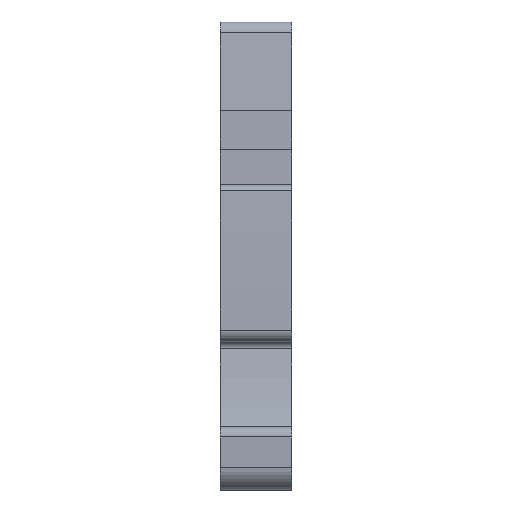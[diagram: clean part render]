
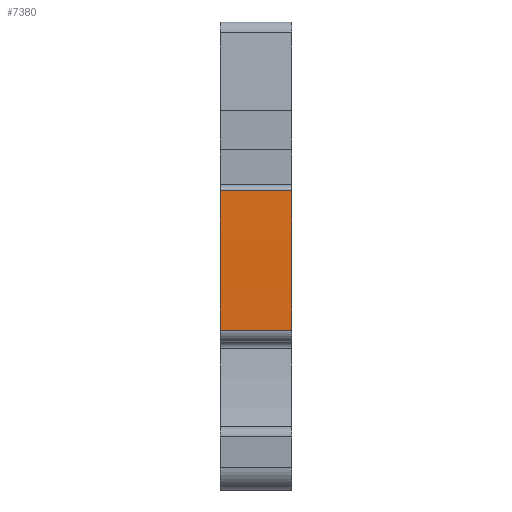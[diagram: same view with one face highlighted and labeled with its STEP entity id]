
A CAD part, front view. The second image highlights one B-rep face of the part: STEP entity #7380.
In plain terms, the highlighted cylindrical face has radius 198.503 mm (diameter 397.006 mm), a partial arc.
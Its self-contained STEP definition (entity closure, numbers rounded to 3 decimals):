
#5998=AXIS2_PLACEMENT_3D('Circle Axis2P3D',#5996,#5997,$) ;
#7360=AXIS2_PLACEMENT_3D('Cylinder Axis2P3D',#7357,#7358,#7359) ;
#7371=AXIS2_PLACEMENT_3D('Circle Axis2P3D',#7369,#7370,$) ;
#5993=CARTESIAN_POINT('Vertex',(0.,1.539,13.45)) ;
#5996=CARTESIAN_POINT('Axis2P3D Location',(0.,200.009,17.05)) ;
#6000=CARTESIAN_POINT('Vertex',(0.,1.674,25.2)) ;
#7338=CARTESIAN_POINT('Line Origine',(3.025,1.674,25.2)) ;
#7342=CARTESIAN_POINT('Vertex',(6.05,1.674,25.2)) ;
#7357=CARTESIAN_POINT('Axis2P3D Location',(3.,200.009,17.05)) ;
#7362=CARTESIAN_POINT('Line Origine',(3.,1.539,13.45)) ;
#7366=CARTESIAN_POINT('Vertex',(6.05,1.539,13.45)) ;
#7369=CARTESIAN_POINT('Axis2P3D Location',(6.05,200.009,17.05)) ;
#5997=DIRECTION('Axis2P3D Direction',(-1.,0.,0.)) ;
#7339=DIRECTION('Vector Direction',(-1.,0.,0.)) ;
#7358=DIRECTION('Axis2P3D Direction',(1.,0.,0.)) ;
#7359=DIRECTION('Axis2P3D XDirection',(0.,-0.994,0.108)) ;
#7363=DIRECTION('Vector Direction',(1.,0.,0.)) ;
#7370=DIRECTION('Axis2P3D Direction',(1.,0.,0.)) ;
#7340=VECTOR('Line Direction',#7339,1.) ;
#7364=VECTOR('Line Direction',#7363,1.) ;
#7375=ORIENTED_EDGE('',*,*,#7368,.T.) ;
#7376=ORIENTED_EDGE('',*,*,#7373,.F.) ;
#7377=ORIENTED_EDGE('',*,*,#7344,.T.) ;
#7378=ORIENTED_EDGE('',*,*,#6002,.F.) ;
#7380=ADVANCED_FACE('63469_MLD_APGTB_1-5_FT_2C-1.1\\66437_MLD_APGTB_4_FT_2C-1',(#7379),#7361,.T.) ;
#5999=CIRCLE('generated circle',#5998,198.503) ;
#7372=CIRCLE('generated circle',#7371,198.503) ;
#7361=CYLINDRICAL_SURFACE('generated cylinder',#7360,198.503) ;
#6002=EDGE_CURVE('',#5994,#6001,#5999,.T.) ;
#7344=EDGE_CURVE('',#7343,#6001,#7341,.T.) ;
#7368=EDGE_CURVE('',#5994,#7367,#7365,.T.) ;
#7373=EDGE_CURVE('',#7343,#7367,#7372,.T.) ;
#7374=EDGE_LOOP('',(#7375,#7376,#7377,#7378)) ;
#7379=FACE_OUTER_BOUND('',#7374,.T.) ;
#7341=LINE('Line',#7338,#7340) ;
#7365=LINE('Line',#7362,#7364) ;
#5994=VERTEX_POINT('',#5993) ;
#6001=VERTEX_POINT('',#6000) ;
#7343=VERTEX_POINT('',#7342) ;
#7367=VERTEX_POINT('',#7366) ;
